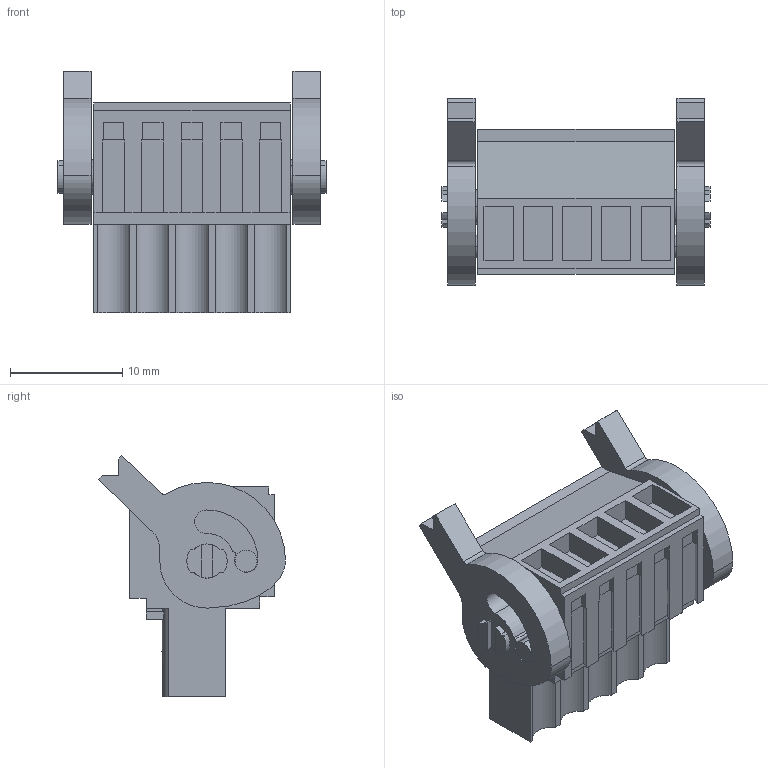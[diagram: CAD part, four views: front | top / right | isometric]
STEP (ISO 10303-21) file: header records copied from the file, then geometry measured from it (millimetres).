
FILE_DESCRIPTION(('CATIA V5 STEP Exchange','CAx-IF Rec.Pracs.--- Model Styling and Organization---1.2---2011-12-15'),'2;1');
FILE_NAME ('D1454447_0_1687680000_1687680000.stp','2017-04-25T12:24:10+00:00',('none'),('Weidmueller'),'CATIA Version 5-6 Release 2014','CATIA V5 STEP AP214','none');
FILE_SCHEMA(('AUTOMOTIVE_DESIGN { 1 0 10303 214 1 1 1 1 }'));
Length unit declared in the file: millimetre
Products named in the file (1): 1687680000
Bounding box: 23.9 x 16.66 x 21.53 mm (x, y, z)
Volume: 3127.4 mm3; surface area: 3084.2 mm2
Topology: 8 solids, 8 shells, 389 faces, 1077 edges, 728 vertices
Faces by surface type: plane 321, cylinder 66, extrusion 2
Entity records: 11627 total; most frequent: ORIENTED_EDGE 2154, CARTESIAN_POINT 2104, DIRECTION 1595, EDGE_CURVE 1077, VECTOR 879, LINE 877, VERTEX_POINT 728, AXIS2_PLACEMENT_3D 457
